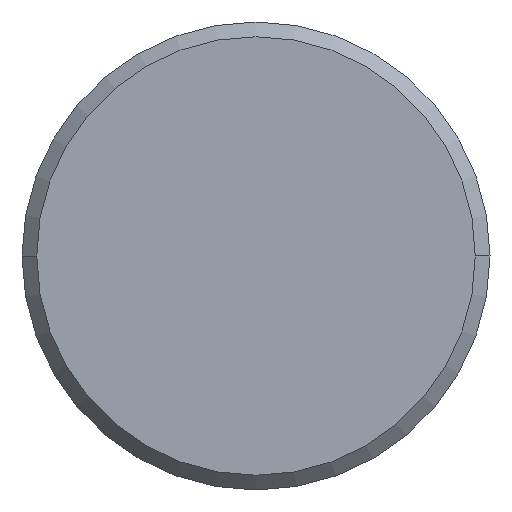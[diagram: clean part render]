
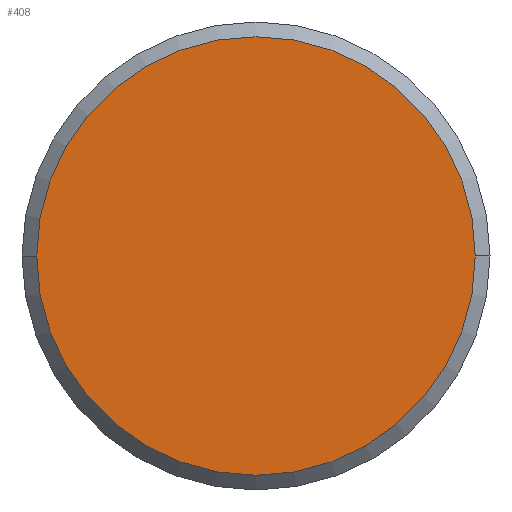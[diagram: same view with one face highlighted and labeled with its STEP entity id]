
A CAD part, left-side view. The second image highlights one B-rep face of the part: STEP entity #408.
In plain terms, the highlighted planar face has unit normal (-1, 0, 0).
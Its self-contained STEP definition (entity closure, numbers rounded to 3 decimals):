
#15 = CARTESIAN_POINT ( 'NONE',  ( -45.037, -4.463, 0. ) ) ;
#28 = DIRECTION ( 'NONE',  ( 0., -1., 0. ) ) ;
#34 = CARTESIAN_POINT ( 'NONE',  ( -45.037, 0., 0. ) ) ;
#49 = EDGE_CURVE ( 'NONE', #177, #79, #287, .T. ) ;
#79 = VERTEX_POINT ( 'NONE', #15 ) ;
#103 = DIRECTION ( 'NONE',  ( 1., 0., 0. ) ) ;
#115 = AXIS2_PLACEMENT_3D ( 'NONE', #34, #248, #28 ) ;
#138 = DIRECTION ( 'NONE',  ( 1., 0., 0. ) ) ;
#177 = VERTEX_POINT ( 'NONE', #305 ) ;
#182 = EDGE_LOOP ( 'NONE', ( #235, #335 ) ) ;
#194 = PLANE ( 'NONE',  #115 ) ;
#195 = CIRCLE ( 'NONE', #209, 4.463 ) ;
#209 = AXIS2_PLACEMENT_3D ( 'NONE', #323, #103, #291 ) ;
#224 = EDGE_CURVE ( 'NONE', #79, #177, #195, .T. ) ;
#235 = ORIENTED_EDGE ( 'NONE', *, *, #49, .F. ) ;
#238 = CARTESIAN_POINT ( 'NONE',  ( -45.037, 0., 0. ) ) ;
#248 = DIRECTION ( 'NONE',  ( -1., 0., 0. ) ) ;
#287 = CIRCLE ( 'NONE', #300, 4.463 ) ;
#291 = DIRECTION ( 'NONE',  ( 0., 1., 0. ) ) ;
#300 = AXIS2_PLACEMENT_3D ( 'NONE', #238, #138, #365 ) ;
#305 = CARTESIAN_POINT ( 'NONE',  ( -45.037, 4.462, 0. ) ) ;
#323 = CARTESIAN_POINT ( 'NONE',  ( -45.037, 0., 0. ) ) ;
#335 = ORIENTED_EDGE ( 'NONE', *, *, #224, .F. ) ;
#365 = DIRECTION ( 'NONE',  ( 0., 1., 0. ) ) ;
#389 = FACE_OUTER_BOUND ( 'NONE', #182, .T. ) ;
#408 = ADVANCED_FACE ( 'NONE', ( #389 ), #194, .T. ) ;
